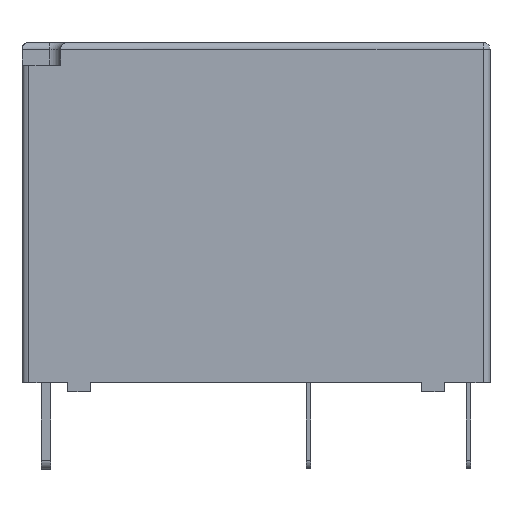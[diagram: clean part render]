
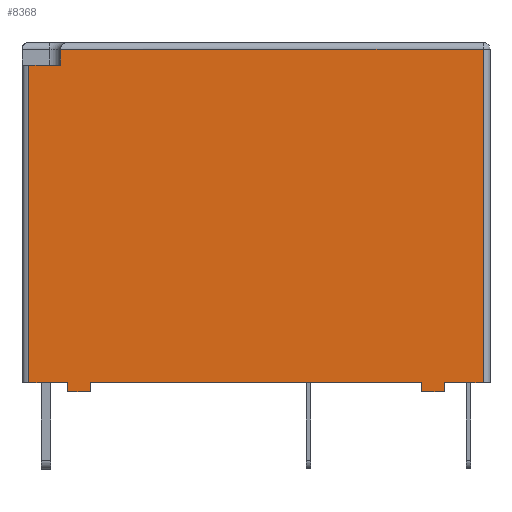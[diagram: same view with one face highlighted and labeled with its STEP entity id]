
A CAD part, front view. The second image highlights one B-rep face of the part: STEP entity #8368.
In plain terms, the highlighted planar face has unit normal (0, -1, 0).
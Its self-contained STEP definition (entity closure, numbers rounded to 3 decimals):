
#283 = CARTESIAN_POINT ( 'NONE',  ( -7.25, -3.6, -0.4 ) ) ;
#369 = VECTOR ( 'NONE', #3929, 1000. ) ;
#501 = DIRECTION ( 'NONE',  ( 0., 0., 1. ) ) ;
#542 = DIRECTION ( 'NONE',  ( 0., 0., 1. ) ) ;
#575 = LINE ( 'NONE', #10668, #1212 ) ;
#594 = AXIS2_PLACEMENT_3D ( 'NONE', #12475, #13662, #979 ) ;
#928 = ORIENTED_EDGE ( 'NONE', *, *, #9638, .F. ) ;
#979 = DIRECTION ( 'NONE',  ( 0., 0., 1. ) ) ;
#1060 = CARTESIAN_POINT ( 'NONE',  ( 9.95, -3.6, 0. ) ) ;
#1212 = VECTOR ( 'NONE', #14441, 1000. ) ;
#1564 = CARTESIAN_POINT ( 'NONE',  ( -10.25, -3.6, 0. ) ) ;
#1650 = CARTESIAN_POINT ( 'NONE',  ( -7.25, -3.6, -0.4 ) ) ;
#1693 = DIRECTION ( 'NONE',  ( -1., 0., 0. ) ) ;
#1765 = LINE ( 'NONE', #15792, #13767 ) ;
#1808 = ORIENTED_EDGE ( 'NONE', *, *, #12960, .F. ) ;
#2263 = FACE_OUTER_BOUND ( 'NONE', #7842, .T. ) ;
#2446 = VECTOR ( 'NONE', #4103, 1000. ) ;
#2651 = CARTESIAN_POINT ( 'NONE',  ( 7.25, -3.6, -0.4 ) ) ;
#2670 = CARTESIAN_POINT ( 'NONE',  ( -8.561, -3.6, 14.6 ) ) ;
#3442 = PLANE ( 'NONE',  #594 ) ;
#3619 = LINE ( 'NONE', #3956, #12995 ) ;
#3639 = LINE ( 'NONE', #4652, #14185 ) ;
#3759 = EDGE_CURVE ( 'NONE', #12481, #14150, #15571, .T. ) ;
#3865 = VERTEX_POINT ( 'NONE', #2651 ) ;
#3929 = DIRECTION ( 'NONE',  ( -1., 0., 0. ) ) ;
#3956 = CARTESIAN_POINT ( 'NONE',  ( -10.25, -3.6, 13.9 ) ) ;
#4103 = DIRECTION ( 'NONE',  ( 1., 0., 0. ) ) ;
#4236 = VERTEX_POINT ( 'NONE', #10289 ) ;
#4652 = CARTESIAN_POINT ( 'NONE',  ( -9.95, -3.6, 14.9 ) ) ;
#4829 = VECTOR ( 'NONE', #11830, 1000. ) ;
#4833 = VERTEX_POINT ( 'NONE', #5614 ) ;
#4884 = ORIENTED_EDGE ( 'NONE', *, *, #5818, .F. ) ;
#4998 = CARTESIAN_POINT ( 'NONE',  ( -8.25, -3.6, 0. ) ) ;
#5467 = CARTESIAN_POINT ( 'NONE',  ( -10.25, -3.6, 0. ) ) ;
#5522 = LINE ( 'NONE', #1564, #2446 ) ;
#5614 = CARTESIAN_POINT ( 'NONE',  ( 9.95, -3.6, 14.6 ) ) ;
#5626 = VERTEX_POINT ( 'NONE', #14692 ) ;
#5818 = EDGE_CURVE ( 'NONE', #8149, #12144, #3619, .T. ) ;
#6329 = VECTOR ( 'NONE', #9974, 1000. ) ;
#6333 = CARTESIAN_POINT ( 'NONE',  ( -8.25, -3.6, -0.4 ) ) ;
#6467 = CARTESIAN_POINT ( 'NONE',  ( 9.95, -3.6, 14.9 ) ) ;
#6520 = LINE ( 'NONE', #8345, #8670 ) ;
#6654 = CARTESIAN_POINT ( 'NONE',  ( 8.25, -3.6, -0.4 ) ) ;
#6741 = LINE ( 'NONE', #2670, #6329 ) ;
#6755 = LINE ( 'NONE', #1650, #11108 ) ;
#7028 = DIRECTION ( 'NONE',  ( 0., 0., 1. ) ) ;
#7051 = CARTESIAN_POINT ( 'NONE',  ( -8.561, -3.6, 14.6 ) ) ;
#7842 = EDGE_LOOP ( 'NONE', ( #8913, #12530, #9142, #4884, #12246, #12951, #12315, #1808, #9844, #8132, #15775, #928, #14777, #14002 ) ) ;
#7896 = CARTESIAN_POINT ( 'NONE',  ( 8.25, -3.6, -0.4 ) ) ;
#8123 = CARTESIAN_POINT ( 'NONE',  ( 7.25, -3.6, -0.4 ) ) ;
#8132 = ORIENTED_EDGE ( 'NONE', *, *, #11063, .T. ) ;
#8149 = VERTEX_POINT ( 'NONE', #14958 ) ;
#8345 = CARTESIAN_POINT ( 'NONE',  ( -8.561, -3.6, 13.9 ) ) ;
#8368 = ADVANCED_FACE ( 'NONE', ( #2263 ), #3442, .F. ) ;
#8670 = VECTOR ( 'NONE', #14664, 1000. ) ;
#8913 = ORIENTED_EDGE ( 'NONE', *, *, #8968, .T. ) ;
#8968 = EDGE_CURVE ( 'NONE', #10500, #4833, #15471, .T. ) ;
#9084 = EDGE_CURVE ( 'NONE', #12851, #15057, #1765, .T. ) ;
#9142 = ORIENTED_EDGE ( 'NONE', *, *, #9415, .F. ) ;
#9161 = DIRECTION ( 'NONE',  ( 0., 0., 1. ) ) ;
#9415 = EDGE_CURVE ( 'NONE', #12144, #10854, #6520, .T. ) ;
#9559 = LINE ( 'NONE', #8123, #15182 ) ;
#9638 = EDGE_CURVE ( 'NONE', #12481, #3865, #15422, .T. ) ;
#9703 = VERTEX_POINT ( 'NONE', #283 ) ;
#9799 = CARTESIAN_POINT ( 'NONE',  ( -8.561, -3.6, 13.9 ) ) ;
#9844 = ORIENTED_EDGE ( 'NONE', *, *, #16267, .T. ) ;
#9974 = DIRECTION ( 'NONE',  ( -1., 0., 0. ) ) ;
#10289 = CARTESIAN_POINT ( 'NONE',  ( -9.95, -3.6, 0. ) ) ;
#10500 = VERTEX_POINT ( 'NONE', #1060 ) ;
#10542 = EDGE_CURVE ( 'NONE', #4833, #10854, #6741, .T. ) ;
#10668 = CARTESIAN_POINT ( 'NONE',  ( -10.25, -3.6, 0. ) ) ;
#10819 = LINE ( 'NONE', #5467, #4829 ) ;
#10854 = VERTEX_POINT ( 'NONE', #7051 ) ;
#11063 = EDGE_CURVE ( 'NONE', #5626, #14037, #575, .T. ) ;
#11108 = VECTOR ( 'NONE', #542, 1000. ) ;
#11133 = EDGE_CURVE ( 'NONE', #3865, #14037, #9559, .T. ) ;
#11249 = DIRECTION ( 'NONE',  ( 0., 0., -1. ) ) ;
#11830 = DIRECTION ( 'NONE',  ( 1., 0., 0. ) ) ;
#12081 = CARTESIAN_POINT ( 'NONE',  ( 7.25, -3.6, 0. ) ) ;
#12144 = VERTEX_POINT ( 'NONE', #9799 ) ;
#12246 = ORIENTED_EDGE ( 'NONE', *, *, #13919, .T. ) ;
#12315 = ORIENTED_EDGE ( 'NONE', *, *, #9084, .F. ) ;
#12475 = CARTESIAN_POINT ( 'NONE',  ( -10.25, -3.6, 14.9 ) ) ;
#12481 = VERTEX_POINT ( 'NONE', #7896 ) ;
#12530 = ORIENTED_EDGE ( 'NONE', *, *, #10542, .T. ) ;
#12851 = VERTEX_POINT ( 'NONE', #6333 ) ;
#12951 = ORIENTED_EDGE ( 'NONE', *, *, #15579, .T. ) ;
#12960 = EDGE_CURVE ( 'NONE', #9703, #12851, #15731, .T. ) ;
#12995 = VECTOR ( 'NONE', #14003, 1000. ) ;
#13083 = VECTOR ( 'NONE', #1693, 1000. ) ;
#13662 = DIRECTION ( 'NONE',  ( 0., 1., 0. ) ) ;
#13767 = VECTOR ( 'NONE', #7028, 1000. ) ;
#13919 = EDGE_CURVE ( 'NONE', #8149, #4236, #3639, .T. ) ;
#14002 = ORIENTED_EDGE ( 'NONE', *, *, #14104, .T. ) ;
#14003 = DIRECTION ( 'NONE',  ( 1., 0., 0. ) ) ;
#14037 = VERTEX_POINT ( 'NONE', #12081 ) ;
#14104 = EDGE_CURVE ( 'NONE', #14150, #10500, #10819, .T. ) ;
#14142 = CARTESIAN_POINT ( 'NONE',  ( 8.25, -3.6, -0.4 ) ) ;
#14150 = VERTEX_POINT ( 'NONE', #15022 ) ;
#14185 = VECTOR ( 'NONE', #11249, 1000. ) ;
#14278 = VECTOR ( 'NONE', #15554, 1000. ) ;
#14441 = DIRECTION ( 'NONE',  ( 1., 0., 0. ) ) ;
#14455 = CARTESIAN_POINT ( 'NONE',  ( -8.25, -3.6, -0.4 ) ) ;
#14664 = DIRECTION ( 'NONE',  ( 0., 0., 1. ) ) ;
#14692 = CARTESIAN_POINT ( 'NONE',  ( -7.25, -3.6, 0. ) ) ;
#14777 = ORIENTED_EDGE ( 'NONE', *, *, #3759, .T. ) ;
#14958 = CARTESIAN_POINT ( 'NONE',  ( -9.95, -3.6, 13.9 ) ) ;
#15022 = CARTESIAN_POINT ( 'NONE',  ( 8.25, -3.6, 0. ) ) ;
#15057 = VERTEX_POINT ( 'NONE', #4998 ) ;
#15182 = VECTOR ( 'NONE', #501, 1000. ) ;
#15422 = LINE ( 'NONE', #14142, #369 ) ;
#15471 = LINE ( 'NONE', #6467, #14278 ) ;
#15554 = DIRECTION ( 'NONE',  ( 0., 0., 1. ) ) ;
#15571 = LINE ( 'NONE', #6654, #15647 ) ;
#15579 = EDGE_CURVE ( 'NONE', #4236, #15057, #5522, .T. ) ;
#15647 = VECTOR ( 'NONE', #9161, 1000. ) ;
#15731 = LINE ( 'NONE', #14455, #13083 ) ;
#15775 = ORIENTED_EDGE ( 'NONE', *, *, #11133, .F. ) ;
#15792 = CARTESIAN_POINT ( 'NONE',  ( -8.25, -3.6, -0.4 ) ) ;
#16267 = EDGE_CURVE ( 'NONE', #9703, #5626, #6755, .T. ) ;
